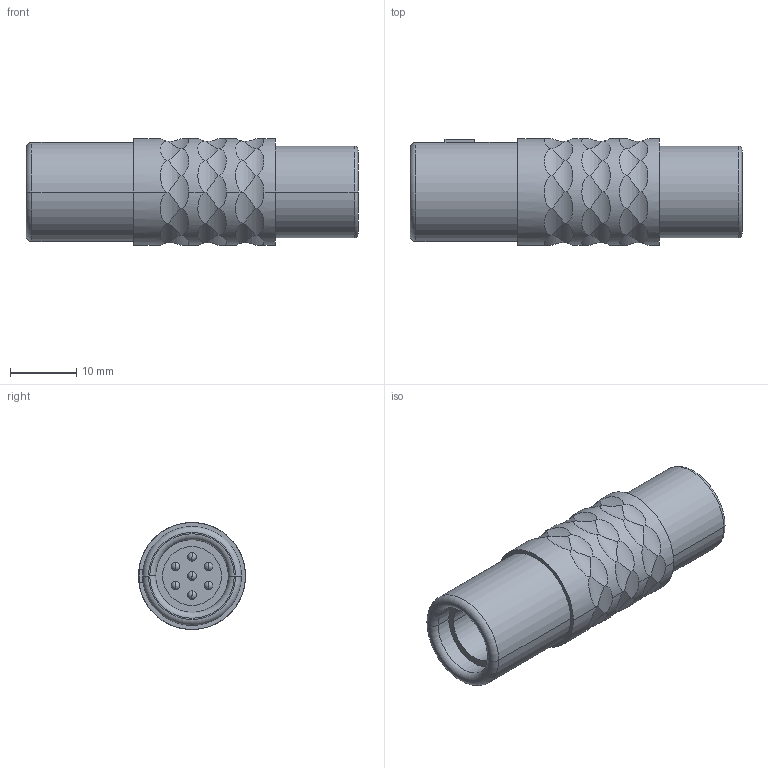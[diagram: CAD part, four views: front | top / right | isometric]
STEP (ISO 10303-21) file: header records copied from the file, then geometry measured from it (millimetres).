
FILE_DESCRIPTION((''),'2;1');
FILE_NAME('S12K0C-P07M','2013-01-30T',('rtrager'),(''),'PRO/ENGINEER BY PARAMETRIC TECHNOLOGY CORPORATION, 2010330','PRO/ENGINEER BY PARAMETRIC TECHNOLOGY CORPORATION, 2010330','');
FILE_SCHEMA(('CONFIG_CONTROL_DESIGN'));
Length unit declared in the file: millimetre
Products named in the file (1): S12K0C-P07M
Bounding box: 50.3 x 16.2 x 16.2 mm (x, y, z)
Volume: 6594.4 mm3; surface area: 4229.4 mm2
Topology: 1 solids, 1 shells, 207 faces, 539 edges, 341 vertices
Faces by surface type: cylinder 140, plane 33, sphere 14, torus 12, bspline 8
Entity records: 9165 total; most frequent: CARTESIAN_POINT 4435, ORIENTED_EDGE 1050, DIRECTION 873, EDGE_CURVE 525, AXIS2_PLACEMENT_3D 373, VERTEX_POINT 341, EDGE_LOOP 228, B_SPLINE_CURVE_WITH_KNOTS 224
